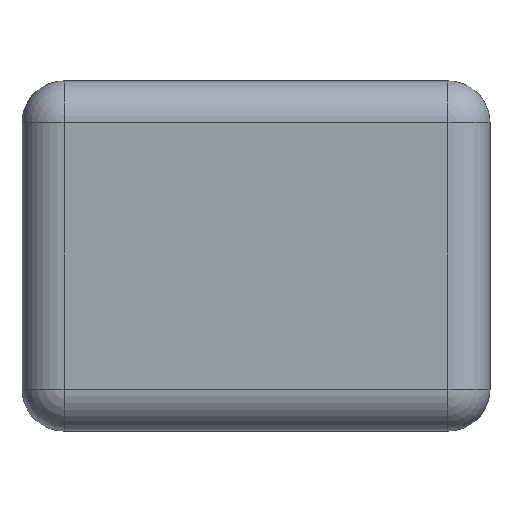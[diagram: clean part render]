
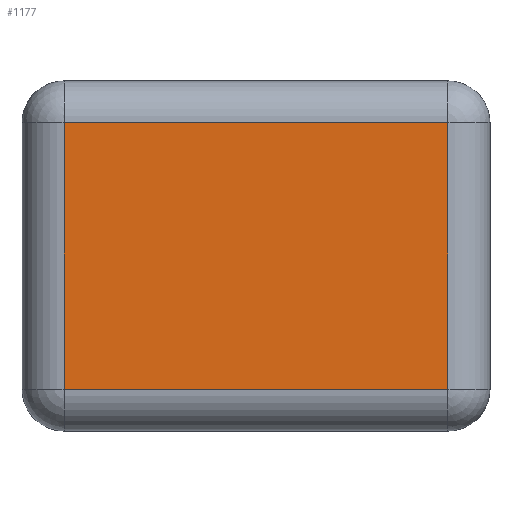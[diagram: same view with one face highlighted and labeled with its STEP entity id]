
A CAD part, front view. The second image highlights one B-rep face of the part: STEP entity #1177.
In plain terms, the highlighted planar face has unit normal (0, -1, 0).
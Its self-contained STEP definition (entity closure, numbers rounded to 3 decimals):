
#1177 = ADVANCED_FACE ( 'NONE', ( #2523 ), #44889, .T. ) ;
#2523 = FACE_OUTER_BOUND ( 'NONE', #16006, .T. ) ;
#3059 = DIRECTION ( 'NONE',  ( 0., 0., -1. ) ) ;
#4192 = CARTESIAN_POINT ( 'NONE',  ( -364.998, -247.394, 252.981 ) ) ;
#7184 = CARTESIAN_POINT ( 'NONE',  ( 0., -247.394, 0. ) ) ;
#8265 = VECTOR ( 'NONE', #47677, 1000. ) ;
#8359 = VECTOR ( 'NONE', #26805, 1000. ) ;
#9231 = LINE ( 'NONE', #18304, #8359 ) ;
#12046 = CARTESIAN_POINT ( 'NONE',  ( 0., -247.394, -252.981 ) ) ;
#13060 = VERTEX_POINT ( 'NONE', #4192 ) ;
#13561 = CARTESIAN_POINT ( 'NONE',  ( 0., -247.394, 252.981 ) ) ;
#16006 = EDGE_LOOP ( 'NONE', ( #25895, #16540, #31437, #18638 ) ) ;
#16540 = ORIENTED_EDGE ( 'NONE', *, *, #24211, .T. ) ;
#17953 = LINE ( 'NONE', #13561, #8265 ) ;
#18304 = CARTESIAN_POINT ( 'NONE',  ( 364.998, -247.394, 0. ) ) ;
#18638 = ORIENTED_EDGE ( 'NONE', *, *, #26185, .T. ) ;
#20343 = VERTEX_POINT ( 'NONE', #26682 ) ;
#24120 = LINE ( 'NONE', #12046, #40183 ) ;
#24138 = VERTEX_POINT ( 'NONE', #32662 ) ;
#24211 = EDGE_CURVE ( 'NONE', #31076, #20343, #9231, .T. ) ;
#25895 = ORIENTED_EDGE ( 'NONE', *, *, #30041, .T. ) ;
#26185 = EDGE_CURVE ( 'NONE', #13060, #24138, #30638, .T. ) ;
#26682 = CARTESIAN_POINT ( 'NONE',  ( 364.998, -247.394, 252.981 ) ) ;
#26805 = DIRECTION ( 'NONE',  ( 0., 0., 1. ) ) ;
#30041 = EDGE_CURVE ( 'NONE', #24138, #31076, #24120, .T. ) ;
#30638 = LINE ( 'NONE', #43583, #37390 ) ;
#31076 = VERTEX_POINT ( 'NONE', #39475 ) ;
#31437 = ORIENTED_EDGE ( 'NONE', *, *, #44680, .T. ) ;
#32662 = CARTESIAN_POINT ( 'NONE',  ( -364.998, -247.394, -252.981 ) ) ;
#37390 = VECTOR ( 'NONE', #50776, 1000. ) ;
#39475 = CARTESIAN_POINT ( 'NONE',  ( 364.998, -247.394, -252.981 ) ) ;
#40183 = VECTOR ( 'NONE', #49470, 1000. ) ;
#40764 = DIRECTION ( 'NONE',  ( 0., -1., 0. ) ) ;
#43583 = CARTESIAN_POINT ( 'NONE',  ( -364.998, -247.394, 0. ) ) ;
#44680 = EDGE_CURVE ( 'NONE', #20343, #13060, #17953, .T. ) ;
#44889 = PLANE ( 'NONE',  #48845 ) ;
#47677 = DIRECTION ( 'NONE',  ( -1., 0., 0. ) ) ;
#48845 = AXIS2_PLACEMENT_3D ( 'NONE', #7184, #40764, #3059 ) ;
#49470 = DIRECTION ( 'NONE',  ( 1., 0., 0. ) ) ;
#50776 = DIRECTION ( 'NONE',  ( 0., 0., -1. ) ) ;
